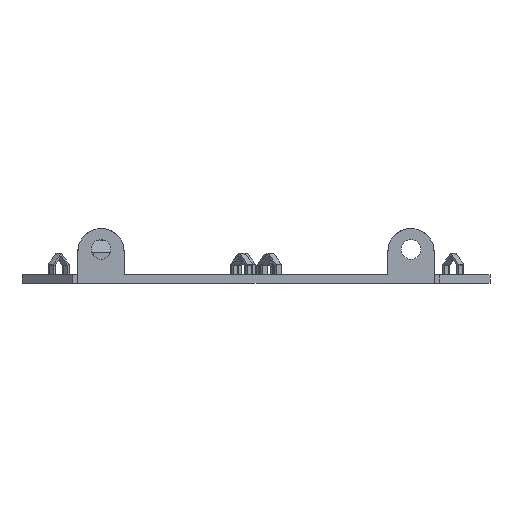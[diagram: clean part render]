
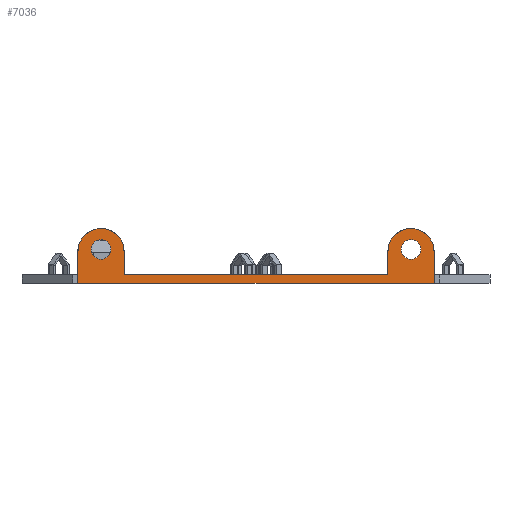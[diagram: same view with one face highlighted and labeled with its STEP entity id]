
A CAD part, left-side view. The second image highlights one B-rep face of the part: STEP entity #7036.
In plain terms, the highlighted planar face has unit normal (-1, 0, 0).
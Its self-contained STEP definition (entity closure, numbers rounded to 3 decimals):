
#108=CIRCLE('',#7347,2.25);
#111=CIRCLE('',#7352,5.25);
#113=CIRCLE('',#7362,2.25);
#116=CIRCLE('',#7367,5.25);
#165=FACE_BOUND('',#886,.T.);
#166=FACE_BOUND('',#887,.T.);
#497=FACE_OUTER_BOUND('',#885,.T.);
#885=EDGE_LOOP('',(#6295,#6296,#6297,#6298,#6299,#6300,#6301,#6302));
#886=EDGE_LOOP('',(#6303));
#887=EDGE_LOOP('',(#6304));
#1399=LINE('',#10184,#2321);
#1637=LINE('',#12236,#2559);
#1666=LINE('',#12293,#2588);
#1674=LINE('',#12325,#2596);
#1815=LINE('',#12601,#2737);
#1816=LINE('',#12603,#2738);
#2321=VECTOR('',#8250,10.);
#2559=VECTOR('',#8770,10.);
#2588=VECTOR('',#8801,10.);
#2596=VECTOR('',#8837,10.);
#2737=VECTOR('',#9136,10.);
#2738=VECTOR('',#9139,10.);
#3113=VERTEX_POINT('',#10181);
#3114=VERTEX_POINT('',#10183);
#3318=VERTEX_POINT('',#12221);
#3320=VERTEX_POINT('',#12229);
#3321=VERTEX_POINT('',#12230);
#3322=VERTEX_POINT('',#12235);
#3349=VERTEX_POINT('',#12291);
#3356=VERTEX_POINT('',#12311);
#3358=VERTEX_POINT('',#12319);
#3359=VERTEX_POINT('',#12320);
#3912=EDGE_CURVE('',#3113,#3114,#1399,.T.);
#4202=EDGE_CURVE('',#3318,#3318,#108,.T.);
#4206=EDGE_CURVE('',#3320,#3321,#111,.T.);
#4209=EDGE_CURVE('',#3320,#3322,#1637,.T.);
#4238=EDGE_CURVE('',#3349,#3322,#1666,.T.);
#4247=EDGE_CURVE('',#3356,#3356,#113,.T.);
#4251=EDGE_CURVE('',#3358,#3359,#116,.T.);
#4254=EDGE_CURVE('',#3358,#3349,#1674,.T.);
#4395=EDGE_CURVE('',#3359,#3114,#1815,.T.);
#4396=EDGE_CURVE('',#3321,#3113,#1816,.T.);
#6295=ORIENTED_EDGE('',*,*,#4395,.T.);
#6296=ORIENTED_EDGE('',*,*,#3912,.F.);
#6297=ORIENTED_EDGE('',*,*,#4396,.F.);
#6298=ORIENTED_EDGE('',*,*,#4206,.F.);
#6299=ORIENTED_EDGE('',*,*,#4209,.T.);
#6300=ORIENTED_EDGE('',*,*,#4238,.F.);
#6301=ORIENTED_EDGE('',*,*,#4254,.F.);
#6302=ORIENTED_EDGE('',*,*,#4251,.T.);
#6303=ORIENTED_EDGE('',*,*,#4202,.T.);
#6304=ORIENTED_EDGE('',*,*,#4247,.T.);
#6696=PLANE('',#7448);
#7036=ADVANCED_FACE('',(#497,#165,#166),#6696,.T.);
#7347=AXIS2_PLACEMENT_3D('',#12222,#8753,#8754);
#7352=AXIS2_PLACEMENT_3D('',#12231,#8764,#8765);
#7362=AXIS2_PLACEMENT_3D('',#12312,#8820,#8821);
#7367=AXIS2_PLACEMENT_3D('',#12321,#8831,#8832);
#7448=AXIS2_PLACEMENT_3D('',#12602,#9137,#9138);
#8250=DIRECTION('',(0.,1.,0.));
#8753=DIRECTION('center_axis',(1.,0.,0.));
#8754=DIRECTION('ref_axis',(0.,0.,1.));
#8764=DIRECTION('center_axis',(1.,0.,0.));
#8765=DIRECTION('ref_axis',(0.,0.,1.));
#8770=DIRECTION('',(0.,0.,-1.));
#8801=DIRECTION('',(0.,-1.,0.));
#8820=DIRECTION('center_axis',(1.,0.,0.));
#8821=DIRECTION('ref_axis',(0.,0.,1.));
#8831=DIRECTION('center_axis',(-1.,0.,0.));
#8832=DIRECTION('ref_axis',(0.,0.,1.));
#8837=DIRECTION('',(0.,0.,-1.));
#9136=DIRECTION('',(0.,0.,-1.));
#9137=DIRECTION('center_axis',(-1.,0.,0.));
#9138=DIRECTION('ref_axis',(0.,1.,0.));
#9139=DIRECTION('',(0.,0.,-1.));
#10181=CARTESIAN_POINT('',(-41.125,-40.518,-2.));
#10183=CARTESIAN_POINT('',(-41.125,40.518,-2.));
#10184=CARTESIAN_POINT('',(-41.125,40.518,-2.));
#12221=CARTESIAN_POINT('',(-41.125,-35.268,3.5));
#12222=CARTESIAN_POINT('Origin',(-41.125,-35.268,5.75));
#12229=CARTESIAN_POINT('',(-41.125,-30.018,5.25));
#12230=CARTESIAN_POINT('',(-41.125,-40.518,5.25));
#12231=CARTESIAN_POINT('Origin',(-41.125,-35.268,5.25));
#12235=CARTESIAN_POINT('',(-41.125,-30.018,0.));
#12236=CARTESIAN_POINT('',(-41.125,-30.018,5.25));
#12291=CARTESIAN_POINT('',(-41.125,30.018,0.));
#12293=CARTESIAN_POINT('',(-41.125,40.518,0.));
#12311=CARTESIAN_POINT('',(-41.125,35.268,3.5));
#12312=CARTESIAN_POINT('Origin',(-41.125,35.268,5.75));
#12319=CARTESIAN_POINT('',(-41.125,30.018,5.25));
#12320=CARTESIAN_POINT('',(-41.125,40.518,5.25));
#12321=CARTESIAN_POINT('Origin',(-41.125,35.268,5.25));
#12325=CARTESIAN_POINT('',(-41.125,30.018,5.25));
#12601=CARTESIAN_POINT('',(-41.125,40.518,5.25));
#12602=CARTESIAN_POINT('Origin',(-41.125,-40.518,0.));
#12603=CARTESIAN_POINT('',(-41.125,-40.518,5.25));
